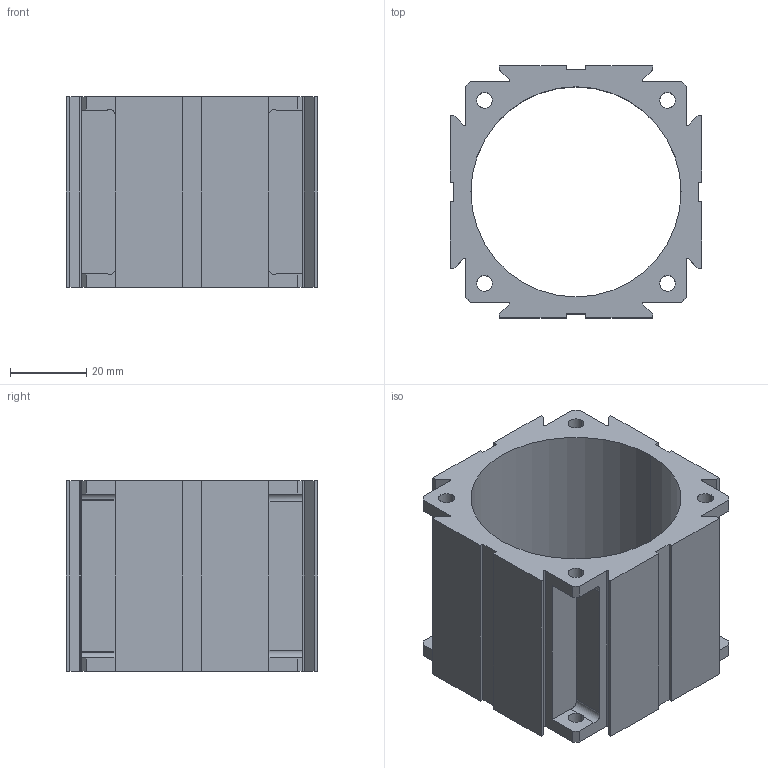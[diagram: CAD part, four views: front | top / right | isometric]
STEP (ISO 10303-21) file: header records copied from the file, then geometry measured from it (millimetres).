
FILE_DESCRIPTION((''),'2;1');
FILE_NAME('OPH-C','2023-05-15T10:00:48',('R&D'),(''),'CREO PARAMETRIC BY PTC INC, 2021063','CREO PARAMETRIC BY PTC INC, 2021063','');
FILE_SCHEMA(('CONFIG_CONTROL_DESIGN'));
Length unit declared in the file: millimetre
Products named in the file (1): OPH-C
Bounding box: 66.04 x 66.04 x 50 mm (x, y, z)
Volume: 64551.9 mm3; surface area: 27565.9 mm2
Topology: 1 solids, 1 shells, 110 faces, 352 edges, 236 vertices
Faces by surface type: plane 70, cylinder 40
Entity records: 4011 total; most frequent: CARTESIAN_POINT 775, ORIENTED_EDGE 704, DIRECTION 640, EDGE_CURVE 352, VECTOR 252, LINE 252, VERTEX_POINT 236, AXIS2_PLACEMENT_3D 194
